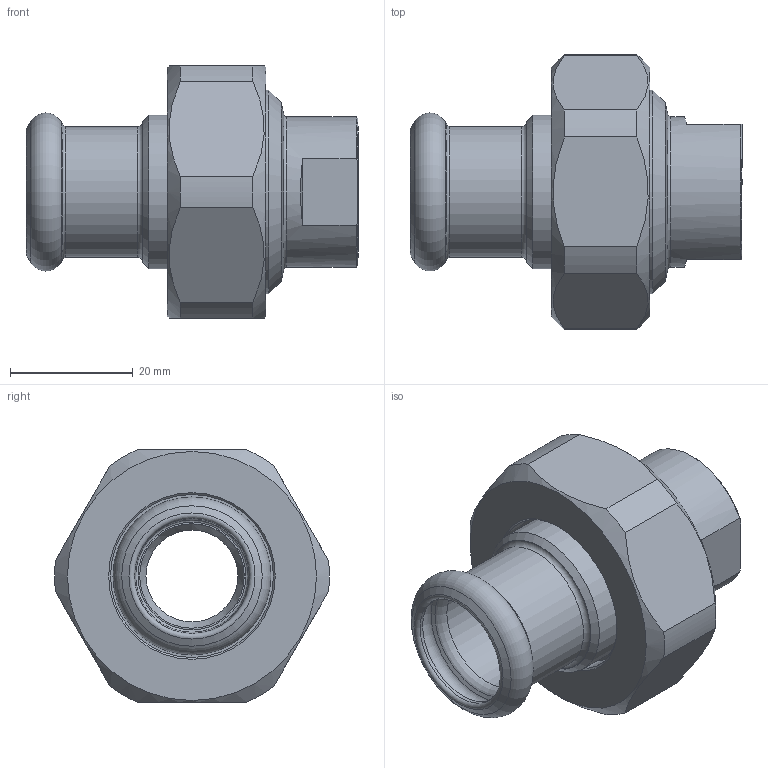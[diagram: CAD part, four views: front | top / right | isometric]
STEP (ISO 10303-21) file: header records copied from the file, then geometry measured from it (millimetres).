
FILE_DESCRIPTION(/* description */ (''),/* implementation_level */ '2;1');
FILE_NAME(/* name */ '3D_R666-PME-G-18-DN25-DN10_1711304922.stp',/* time_stamp */ '2021-07-19T11:53:39+02:00',/* author */ ('cad'),/* organization */ (''),/* preprocessor_version */ 'ST-DEVELOPER v18.1',/* originating_system */ 'Autodesk Inventor 2022',/* authorisation */ '');
FILE_SCHEMA (('AUTOMOTIVE_DESIGN { 1 0 10303 214 3 1 1 }'));
Length unit declared in the file: millimetre
Products named in the file (4): 3D_R666-PME-G-18-DN25-DN10_1711304922; 3D_R666-M-DN25_17113930; 3D_R666-G-DN10-DN25_17113525; 3D_R666-PME-18-DN25_171134920
Assembly tree (3 placements, depth 2):
  3D_R666-PME-G-18-DN25-DN10_1711304922
    3D_R666-M-DN25_17113930
    3D_R666-G-DN10-DN25_17113525
    3D_R666-PME-18-DN25_171134920
Bounding box: 54 x 44.68 x 41 mm (x, y, z)
Volume: 26950.9 mm3; surface area: 14112.5 mm2
Topology: 3 solids, 3 shells, 65 faces, 152 edges, 96 vertices
Faces by surface type: cone 20, plane 19, cylinder 17, torus 9
Full cylindrical faces by diameter (mm): 14.95 x1, 17 x1, 18.3 x1, 18.7 x1, 21.3 x1, 24.5 x1, 25 x1, 26.5 x1, 29.5 x1, 30.291 x1, 33.1 x1
Entity records: 2033 total; most frequent: DIRECTION 367, CARTESIAN_POINT 352, ORIENTED_EDGE 304, AXIS2_PLACEMENT_3D 159, EDGE_CURVE 152, VERTEX_POINT 96, CIRCLE 85, EDGE_LOOP 74
